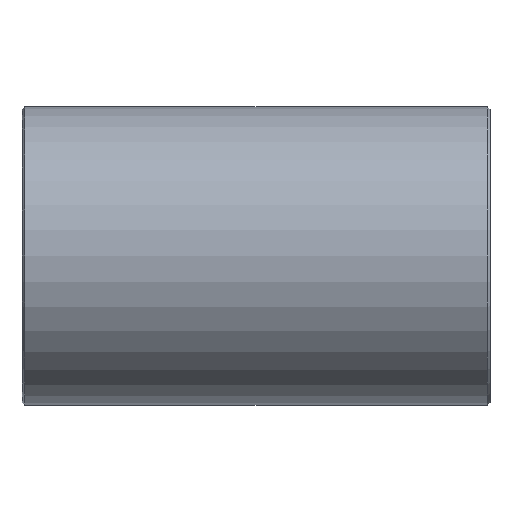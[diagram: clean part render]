
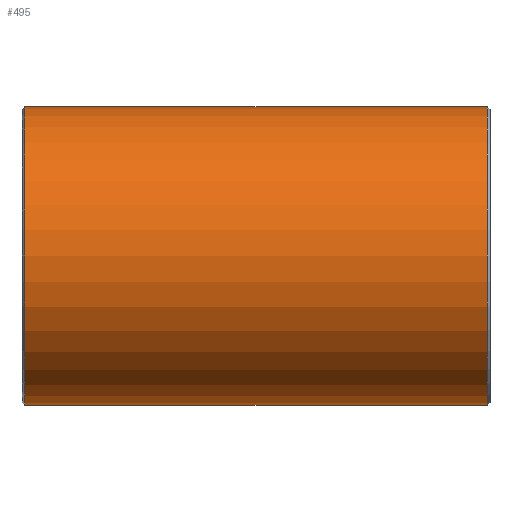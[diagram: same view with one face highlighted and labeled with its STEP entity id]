
A CAD part, front view. The second image highlights one B-rep face of the part: STEP entity #495.
In plain terms, the highlighted cylindrical face has radius 161.925 mm (diameter 323.85 mm), a partial arc.
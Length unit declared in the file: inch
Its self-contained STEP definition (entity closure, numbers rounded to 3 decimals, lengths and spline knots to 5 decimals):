
#7 = VECTOR ( 'NONE', #306, 39.37008 ) ;
#19 = EDGE_CURVE ( 'NONE', #465, #178, #400, .T. ) ;
#25 = DIRECTION ( 'NONE',  ( -1., 0., 0. ) ) ;
#29 = FACE_OUTER_BOUND ( 'NONE', #461, .T. ) ;
#32 = DIRECTION ( 'NONE',  ( 0., 0., 1. ) ) ;
#49 = VECTOR ( 'NONE', #355, 39.37008 ) ;
#54 = ORIENTED_EDGE ( 'NONE', *, *, #218, .T. ) ;
#55 = CARTESIAN_POINT ( 'NONE',  ( 10., 0., 6.375 ) ) ;
#57 = EDGE_CURVE ( 'NONE', #178, #571, #212, .T. ) ;
#63 = AXIS2_PLACEMENT_3D ( 'NONE', #511, #327, #550 ) ;
#71 = DIRECTION ( 'NONE',  ( -1., 0., 0. ) ) ;
#82 = CARTESIAN_POINT ( 'NONE',  ( 10., 0., 0. ) ) ;
#83 = DIRECTION ( 'NONE',  ( -1., 0., 0. ) ) ;
#92 = LINE ( 'NONE', #55, #273 ) ;
#121 = ORIENTED_EDGE ( 'NONE', *, *, #19, .F. ) ;
#127 = AXIS2_PLACEMENT_3D ( 'NONE', #263, #83, #361 ) ;
#162 = EDGE_CURVE ( 'NONE', #469, #319, #573, .T. ) ;
#167 = CARTESIAN_POINT ( 'NONE',  ( 10., 0., 6.375 ) ) ;
#177 = CARTESIAN_POINT ( 'NONE',  ( 0., 0., 6.375 ) ) ;
#178 = VERTEX_POINT ( 'NONE', #266 ) ;
#190 = VERTEX_POINT ( 'NONE', #506 ) ;
#212 = LINE ( 'NONE', #575, #49 ) ;
#218 = EDGE_CURVE ( 'NONE', #465, #469, #505, .T. ) ;
#233 = CARTESIAN_POINT ( 'NONE',  ( 9.89, 0., 6.375 ) ) ;
#258 = CYLINDRICAL_SURFACE ( 'NONE', #409, 6.375 ) ;
#263 = CARTESIAN_POINT ( 'NONE',  ( 9.89, 0., 0. ) ) ;
#266 = CARTESIAN_POINT ( 'NONE',  ( 0., 0., -6.375 ) ) ;
#272 = ORIENTED_EDGE ( 'NONE', *, *, #57, .F. ) ;
#273 = VECTOR ( 'NONE', #427, 39.37008 ) ;
#279 = CARTESIAN_POINT ( 'NONE',  ( 9.89, 0., -6.375 ) ) ;
#306 = DIRECTION ( 'NONE',  ( -1., 0., 0. ) ) ;
#308 = CARTESIAN_POINT ( 'NONE',  ( 10., 0., -6.375 ) ) ;
#309 = CARTESIAN_POINT ( 'NONE',  ( -9.89, 0., -6.375 ) ) ;
#313 = VECTOR ( 'NONE', #71, 39.37008 ) ;
#319 = VERTEX_POINT ( 'NONE', #177 ) ;
#323 = CIRCLE ( 'NONE', #63, 6.375 ) ;
#327 = DIRECTION ( 'NONE',  ( 1., 0., 0. ) ) ;
#347 = ORIENTED_EDGE ( 'NONE', *, *, #421, .T. ) ;
#355 = DIRECTION ( 'NONE',  ( -1., 0., 0. ) ) ;
#357 = EDGE_CURVE ( 'NONE', #319, #190, #92, .T. ) ;
#361 = DIRECTION ( 'NONE',  ( 0., 0., -1. ) ) ;
#388 = ORIENTED_EDGE ( 'NONE', *, *, #357, .T. ) ;
#400 = LINE ( 'NONE', #308, #313 ) ;
#406 = ORIENTED_EDGE ( 'NONE', *, *, #162, .T. ) ;
#409 = AXIS2_PLACEMENT_3D ( 'NONE', #82, #25, #32 ) ;
#421 = EDGE_CURVE ( 'NONE', #190, #571, #323, .T. ) ;
#427 = DIRECTION ( 'NONE',  ( -1., 0., 0. ) ) ;
#461 = EDGE_LOOP ( 'NONE', ( #121, #54, #406, #388, #347, #272 ) ) ;
#465 = VERTEX_POINT ( 'NONE', #279 ) ;
#469 = VERTEX_POINT ( 'NONE', #233 ) ;
#495 = ADVANCED_FACE ( 'NONE', ( #29 ), #258, .T. ) ;
#505 = CIRCLE ( 'NONE', #127, 6.375 ) ;
#506 = CARTESIAN_POINT ( 'NONE',  ( -9.89, 0., 6.375 ) ) ;
#511 = CARTESIAN_POINT ( 'NONE',  ( -9.89, 0., 0. ) ) ;
#550 = DIRECTION ( 'NONE',  ( 0., 0., 1. ) ) ;
#571 = VERTEX_POINT ( 'NONE', #309 ) ;
#573 = LINE ( 'NONE', #167, #7 ) ;
#575 = CARTESIAN_POINT ( 'NONE',  ( 10., 0., -6.375 ) ) ;
